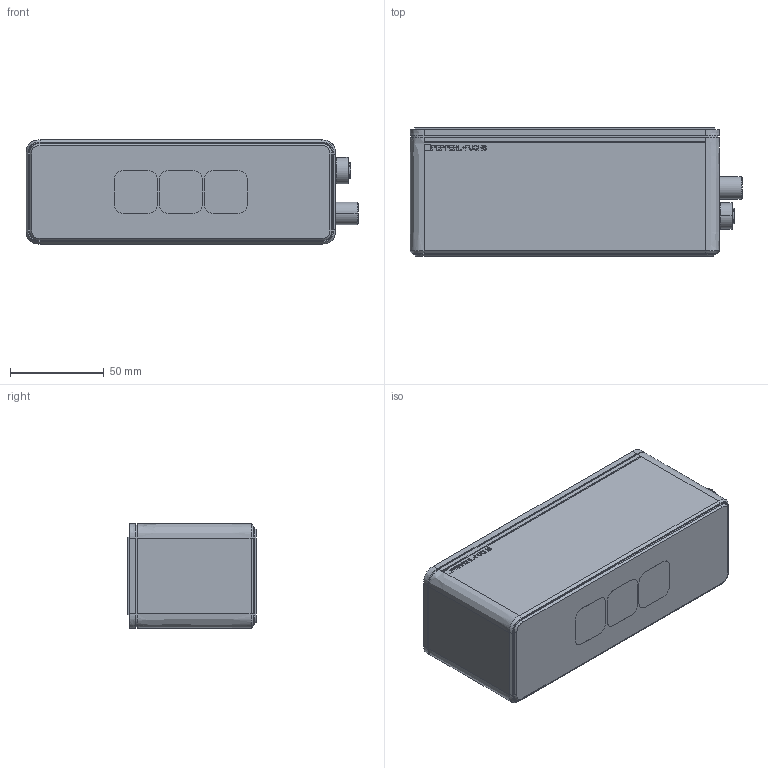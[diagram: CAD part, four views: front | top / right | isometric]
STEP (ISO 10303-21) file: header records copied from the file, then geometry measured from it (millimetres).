
FILE_DESCRIPTION((''),'2;1');
FILE_NAME('CAD-7272_SW0001','2021-08-11T12:10:46',('creinig-se'),(''),'CREO PARAMETRIC BY PTC INC, 2019292','CREO PARAMETRIC BY PTC INC, 2019292','');
FILE_SCHEMA(('CONFIG_CONTROL_DESIGN','SHAPE_APPEARANCE_LAYERS_GROUPS'));
Products named in the file (1): CAD-7272_SW0001
Bounding box: 177.05 x 68.44 x 55.5 mm (x, y, z)
Volume: 613326.1 mm3; surface area: 70069.3 mm2
Topology: 2 solids, 2 shells, 3249 faces, 8763 edges, 5778 vertices
Faces by surface type: plane 2651, cylinder 252, extrusion 141, torus 90, cone 64, bspline 49, sphere 2
Entity records: 130516 total; most frequent: CARTESIAN_POINT 24877, ORIENTED_EDGE 17522, DIRECTION 15471, EDGE_CURVE 8761, VECTOR 7723, LINE 7582, VERTEX_POINT 5778, AXIS2_PLACEMENT_3D 3874
